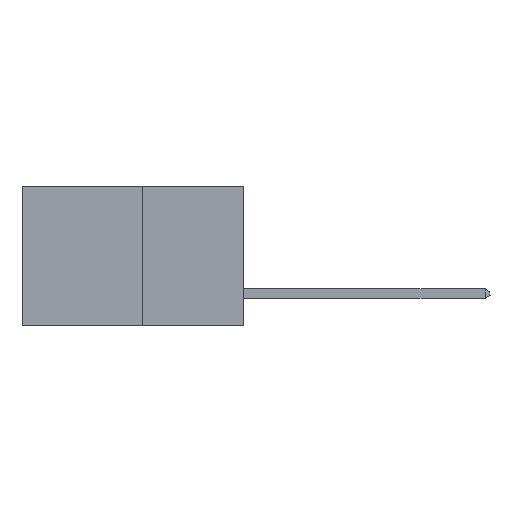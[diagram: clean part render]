
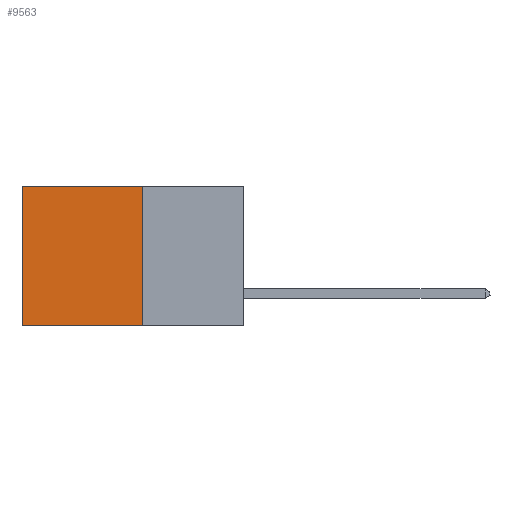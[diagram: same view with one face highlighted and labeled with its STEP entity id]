
A CAD part, left-side view. The second image highlights one B-rep face of the part: STEP entity #9563.
In plain terms, the highlighted planar face has unit normal (-1, 0, 0).
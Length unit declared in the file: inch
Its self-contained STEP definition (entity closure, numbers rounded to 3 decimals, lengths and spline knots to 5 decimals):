
#170 = EDGE_CURVE ( 'NONE', #11705, #5677, #1532, .T. ) ;
#500 = CARTESIAN_POINT ( 'NONE',  ( 0.277, 0.27, -0.37 ) ) ;
#982 = DIRECTION ( 'NONE',  ( 0., 1., 0. ) ) ;
#1529 = DIRECTION ( 'NONE',  ( 0., 0., -1. ) ) ;
#1532 = LINE ( 'NONE', #500, #7813 ) ;
#1931 = ORIENTED_EDGE ( 'NONE', *, *, #8343, .T. ) ;
#1990 = LINE ( 'NONE', #12043, #14051 ) ;
#3644 = EDGE_LOOP ( 'NONE', ( #1931, #8609, #11873, #12251 ) ) ;
#4891 = PLANE ( 'NONE',  #7409 ) ;
#5012 = LINE ( 'NONE', #7497, #7943 ) ;
#5272 = FACE_OUTER_BOUND ( 'NONE', #3644, .T. ) ;
#5677 = VERTEX_POINT ( 'NONE', #15263 ) ;
#5754 = EDGE_CURVE ( 'NONE', #10991, #11705, #1990, .T. ) ;
#6167 = CARTESIAN_POINT ( 'NONE',  ( 0.277, 0.27, -0.37 ) ) ;
#7409 = AXIS2_PLACEMENT_3D ( 'NONE', #6167, #15954, #8649 ) ;
#7464 = LINE ( 'NONE', #9027, #13632 ) ;
#7497 = CARTESIAN_POINT ( 'NONE',  ( 0.277, 0.27, 0. ) ) ;
#7725 = VERTEX_POINT ( 'NONE', #8761 ) ;
#7813 = VECTOR ( 'NONE', #982, 39.37008 ) ;
#7943 = VECTOR ( 'NONE', #8684, 39.37008 ) ;
#8343 = EDGE_CURVE ( 'NONE', #7725, #5677, #7464, .T. ) ;
#8609 = ORIENTED_EDGE ( 'NONE', *, *, #170, .F. ) ;
#8649 = DIRECTION ( 'NONE',  ( 0., 0., -1. ) ) ;
#8684 = DIRECTION ( 'NONE',  ( 0., 1., 0. ) ) ;
#8761 = CARTESIAN_POINT ( 'NONE',  ( 0.277, 0.59, 0. ) ) ;
#9027 = CARTESIAN_POINT ( 'NONE',  ( 0.277, 0.59, -0.37 ) ) ;
#9563 = ADVANCED_FACE ( 'NONE', ( #5272 ), #4891, .F. ) ;
#10125 = CARTESIAN_POINT ( 'NONE',  ( 0.277, 0.27, 0. ) ) ;
#10991 = VERTEX_POINT ( 'NONE', #10125 ) ;
#11634 = DIRECTION ( 'NONE',  ( 0., 0., -1. ) ) ;
#11705 = VERTEX_POINT ( 'NONE', #13827 ) ;
#11873 = ORIENTED_EDGE ( 'NONE', *, *, #5754, .F. ) ;
#12043 = CARTESIAN_POINT ( 'NONE',  ( 0.277, 0.27, -0.37 ) ) ;
#12251 = ORIENTED_EDGE ( 'NONE', *, *, #13210, .T. ) ;
#13210 = EDGE_CURVE ( 'NONE', #10991, #7725, #5012, .T. ) ;
#13632 = VECTOR ( 'NONE', #1529, 39.37008 ) ;
#13827 = CARTESIAN_POINT ( 'NONE',  ( 0.277, 0.27, -0.37 ) ) ;
#14051 = VECTOR ( 'NONE', #11634, 39.37008 ) ;
#15263 = CARTESIAN_POINT ( 'NONE',  ( 0.277, 0.59, -0.37 ) ) ;
#15954 = DIRECTION ( 'NONE',  ( 1., 0., 0. ) ) ;
